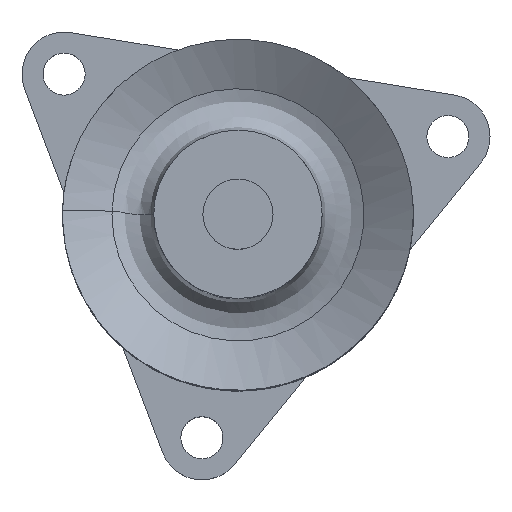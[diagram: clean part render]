
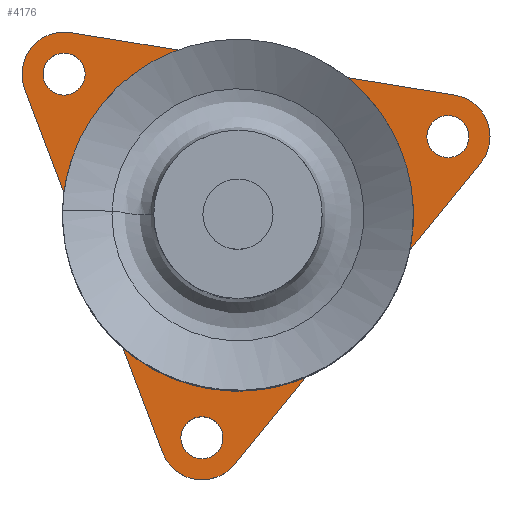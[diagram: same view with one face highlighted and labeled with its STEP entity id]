
A CAD part, top view. The second image highlights one B-rep face of the part: STEP entity #4176.
In plain terms, the highlighted planar face has unit normal (0, 0, 1).
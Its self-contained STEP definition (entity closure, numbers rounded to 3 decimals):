
#71 = DIRECTION ( 'NONE',  ( -1., 0., 0. ) ) ;
#82 = CARTESIAN_POINT ( 'NONE',  ( -2.569, -15.792, -9. ) ) ;
#91 = ORIENTED_EDGE ( 'NONE', *, *, #227, .T. ) ;
#221 = CARTESIAN_POINT ( 'NONE',  ( -0.245, -17.69, -9. ) ) ;
#227 = EDGE_CURVE ( 'NONE', #2276, #438, #6427, .T. ) ;
#264 = CARTESIAN_POINT ( 'NONE',  ( 0., 0., -9. ) ) ;
#266 = VERTEX_POINT ( 'NONE', #2917 ) ;
#274 = EDGE_CURVE ( 'NONE', #4365, #266, #6313, .T. ) ;
#352 = ORIENTED_EDGE ( 'NONE', *, *, #4421, .F. ) ;
#406 = CARTESIAN_POINT ( 'NONE',  ( 14.961, 5.672, -9. ) ) ;
#438 = VERTEX_POINT ( 'NONE', #5596 ) ;
#445 = EDGE_LOOP ( 'NONE', ( #2357, #1535 ) ) ;
#516 = CIRCLE ( 'NONE', #6507, 1.5 ) ;
#525 = DIRECTION ( 'NONE',  ( -1., 0., 0. ) ) ;
#541 = DIRECTION ( 'NONE',  ( -0.354, 0.935, 0. ) ) ;
#643 = DIRECTION ( 'NONE',  ( 1., 0., 0. ) ) ;
#688 = EDGE_CURVE ( 'NONE', #2847, #4536, #696, .T. ) ;
#696 = LINE ( 'NONE', #1929, #6940 ) ;
#787 = ORIENTED_EDGE ( 'NONE', *, *, #6536, .F. ) ;
#838 = DIRECTION ( 'NONE',  ( 0., 0., -1. ) ) ;
#882 = EDGE_LOOP ( 'NONE', ( #787, #2693, #3986, #3546, #6243, #352, #5045 ) ) ;
#914 = CARTESIAN_POINT ( 'NONE',  ( -1.069, -15.792, -9. ) ) ;
#1050 = ORIENTED_EDGE ( 'NONE', *, *, #6713, .T. ) ;
#1132 = FACE_BOUND ( 'NONE', #8245, .T. ) ;
#1202 = CIRCLE ( 'NONE', #1967, 3. ) ;
#1391 = CARTESIAN_POINT ( 'NONE',  ( -5.374, -16.856, -9. ) ) ;
#1395 = EDGE_CURVE ( 'NONE', #4536, #3771, #1202, .T. ) ;
#1424 = CIRCLE ( 'NONE', #4683, 1.5 ) ;
#1497 = ORIENTED_EDGE ( 'NONE', *, *, #7919, .T. ) ;
#1510 = DIRECTION ( 'NONE',  ( 0., 0., -1. ) ) ;
#1535 = ORIENTED_EDGE ( 'NONE', *, *, #3701, .T. ) ;
#1543 = EDGE_CURVE ( 'NONE', #8082, #2420, #1951, .T. ) ;
#1929 = CARTESIAN_POINT ( 'NONE',  ( 17.285, 3.774, -9. ) ) ;
#1951 = CIRCLE ( 'NONE', #8108, 1.5 ) ;
#1961 = DIRECTION ( 'NONE',  ( 0., 0., -1. ) ) ;
#1967 = AXIS2_PLACEMENT_3D ( 'NONE', #3950, #1961, #4653 ) ;
#2000 = VERTEX_POINT ( 'NONE', #8451 ) ;
#2027 = AXIS2_PLACEMENT_3D ( 'NONE', #264, #4932, #5618 ) ;
#2065 = CARTESIAN_POINT ( 'NONE',  ( 17.961, 5.672, -9. ) ) ;
#2094 = DIRECTION ( 'NONE',  ( 0., 0., -1. ) ) ;
#2266 = DIRECTION ( 'NONE',  ( 0.987, -0.161, 0. ) ) ;
#2271 = CARTESIAN_POINT ( 'NONE',  ( -12.392, 10.121, -9. ) ) ;
#2276 = VERTEX_POINT ( 'NONE', #2447 ) ;
#2352 = AXIS2_PLACEMENT_3D ( 'NONE', #2796, #1510, #2848 ) ;
#2357 = ORIENTED_EDGE ( 'NONE', *, *, #8272, .T. ) ;
#2411 = CARTESIAN_POINT ( 'NONE',  ( 13.461, 5.672, -9. ) ) ;
#2420 = VERTEX_POINT ( 'NONE', #7227 ) ;
#2425 = CARTESIAN_POINT ( 'NONE',  ( -13.892, 10.121, -9. ) ) ;
#2447 = CARTESIAN_POINT ( 'NONE',  ( 6., 0., -9. ) ) ;
#2693 = ORIENTED_EDGE ( 'NONE', *, *, #3430, .F. ) ;
#2796 = CARTESIAN_POINT ( 'NONE',  ( 14.961, 5.672, -9. ) ) ;
#2800 = DIRECTION ( 'NONE',  ( 0., 0., -1. ) ) ;
#2847 = VERTEX_POINT ( 'NONE', #5444 ) ;
#2848 = DIRECTION ( 'NONE',  ( -1., 0., 0. ) ) ;
#2917 = CARTESIAN_POINT ( 'NONE',  ( 15.443, 8.633, -9. ) ) ;
#2978 = DIRECTION ( 'NONE',  ( -1., 0., 0. ) ) ;
#3125 = VERTEX_POINT ( 'NONE', #2425 ) ;
#3138 = CARTESIAN_POINT ( 'NONE',  ( 14.961, 5.672, -9. ) ) ;
#3168 = DIRECTION ( 'NONE',  ( -1., 0., 0. ) ) ;
#3332 = CIRCLE ( 'NONE', #5465, 1.5 ) ;
#3366 = CIRCLE ( 'NONE', #4223, 1.5 ) ;
#3401 = CARTESIAN_POINT ( 'NONE',  ( -12.392, 10.121, -9. ) ) ;
#3430 = EDGE_CURVE ( 'NONE', #3771, #7915, #5191, .T. ) ;
#3546 = ORIENTED_EDGE ( 'NONE', *, *, #688, .F. ) ;
#3552 = CIRCLE ( 'NONE', #5005, 3. ) ;
#3701 = EDGE_CURVE ( 'NONE', #3125, #2000, #3366, .T. ) ;
#3771 = VERTEX_POINT ( 'NONE', #1391 ) ;
#3821 = DIRECTION ( 'NONE',  ( 0., 0., 1. ) ) ;
#3875 = CARTESIAN_POINT ( 'NONE',  ( 14.961, 5.672, -9. ) ) ;
#3950 = CARTESIAN_POINT ( 'NONE',  ( -2.569, -15.792, -9. ) ) ;
#3986 = ORIENTED_EDGE ( 'NONE', *, *, #1395, .F. ) ;
#4053 = CARTESIAN_POINT ( 'NONE',  ( 0., 0., -9. ) ) ;
#4112 = DIRECTION ( 'NONE',  ( -1., 0., 0. ) ) ;
#4118 = EDGE_LOOP ( 'NONE', ( #91, #1050 ) ) ;
#4176 = ADVANCED_FACE ( 'NONE', ( #4284, #1132, #5742, #8244, #5117 ), #7138, .T. ) ;
#4223 = AXIS2_PLACEMENT_3D ( 'NONE', #3401, #6685, #71 ) ;
#4283 = CARTESIAN_POINT ( 'NONE',  ( -11.911, 13.082, -9. ) ) ;
#4284 = FACE_BOUND ( 'NONE', #6480, .T. ) ;
#4364 = CIRCLE ( 'NONE', #8411, 6. ) ;
#4365 = VERTEX_POINT ( 'NONE', #7502 ) ;
#4421 = EDGE_CURVE ( 'NONE', #266, #6353, #5628, .T. ) ;
#4423 = DIRECTION ( 'NONE',  ( 0., 0., -1. ) ) ;
#4482 = DIRECTION ( 'NONE',  ( 0., 0., -1. ) ) ;
#4536 = VERTEX_POINT ( 'NONE', #221 ) ;
#4653 = DIRECTION ( 'NONE',  ( -1., 0., 0. ) ) ;
#4683 = AXIS2_PLACEMENT_3D ( 'NONE', #2271, #6990, #7517 ) ;
#4753 = CARTESIAN_POINT ( 'NONE',  ( -12.392, 10.121, -9. ) ) ;
#4794 = CIRCLE ( 'NONE', #4850, 3. ) ;
#4850 = AXIS2_PLACEMENT_3D ( 'NONE', #3138, #6517, #3168 ) ;
#4932 = DIRECTION ( 'NONE',  ( 0., 0., -1. ) ) ;
#5005 = AXIS2_PLACEMENT_3D ( 'NONE', #4753, #838, #5399 ) ;
#5045 = ORIENTED_EDGE ( 'NONE', *, *, #274, .F. ) ;
#5117 = FACE_BOUND ( 'NONE', #4118, .T. ) ;
#5191 = LINE ( 'NONE', #6500, #8512 ) ;
#5384 = VERTEX_POINT ( 'NONE', #8186 ) ;
#5399 = DIRECTION ( 'NONE',  ( 1., 0., 0. ) ) ;
#5444 = CARTESIAN_POINT ( 'NONE',  ( 17.285, 3.774, -9. ) ) ;
#5465 = AXIS2_PLACEMENT_3D ( 'NONE', #82, #2094, #4112 ) ;
#5596 = CARTESIAN_POINT ( 'NONE',  ( -6., 0., -9. ) ) ;
#5618 = DIRECTION ( 'NONE',  ( -1., 0., 0. ) ) ;
#5619 = ORIENTED_EDGE ( 'NONE', *, *, #6591, .T. ) ;
#5626 = DIRECTION ( 'NONE',  ( 0., 0., -1. ) ) ;
#5628 = CIRCLE ( 'NONE', #2352, 3. ) ;
#5742 = FACE_OUTER_BOUND ( 'NONE', #882, .T. ) ;
#5998 = ORIENTED_EDGE ( 'NONE', *, *, #1543, .T. ) ;
#6243 = ORIENTED_EDGE ( 'NONE', *, *, #8035, .F. ) ;
#6313 = LINE ( 'NONE', #4283, #7559 ) ;
#6353 = VERTEX_POINT ( 'NONE', #2065 ) ;
#6427 = CIRCLE ( 'NONE', #2027, 6. ) ;
#6428 = CARTESIAN_POINT ( 'NONE',  ( -2.569, -15.792, -9. ) ) ;
#6480 = EDGE_LOOP ( 'NONE', ( #1497, #5619 ) ) ;
#6500 = CARTESIAN_POINT ( 'NONE',  ( -5.374, -16.856, -9. ) ) ;
#6507 = AXIS2_PLACEMENT_3D ( 'NONE', #6428, #4482, #525 ) ;
#6517 = DIRECTION ( 'NONE',  ( 0., 0., -1. ) ) ;
#6536 = EDGE_CURVE ( 'NONE', #7915, #4365, #3552, .T. ) ;
#6547 = AXIS2_PLACEMENT_3D ( 'NONE', #7795, #3821, #643 ) ;
#6555 = CIRCLE ( 'NONE', #7675, 1.5 ) ;
#6591 = EDGE_CURVE ( 'NONE', #5384, #6993, #3332, .T. ) ;
#6685 = DIRECTION ( 'NONE',  ( 0., 0., -1. ) ) ;
#6713 = EDGE_CURVE ( 'NONE', #438, #2276, #4364, .T. ) ;
#6778 = ORIENTED_EDGE ( 'NONE', *, *, #7801, .T. ) ;
#6940 = VECTOR ( 'NONE', #7242, 1000. ) ;
#6990 = DIRECTION ( 'NONE',  ( 0., 0., -1. ) ) ;
#6993 = VERTEX_POINT ( 'NONE', #914 ) ;
#7072 = DIRECTION ( 'NONE',  ( -1., 0., 0. ) ) ;
#7138 = PLANE ( 'NONE',  #6547 ) ;
#7227 = CARTESIAN_POINT ( 'NONE',  ( 16.461, 5.672, -9. ) ) ;
#7242 = DIRECTION ( 'NONE',  ( -0.633, -0.775, 0. ) ) ;
#7478 = DIRECTION ( 'NONE',  ( -1., 0., 0. ) ) ;
#7502 = CARTESIAN_POINT ( 'NONE',  ( -11.911, 13.082, -9. ) ) ;
#7517 = DIRECTION ( 'NONE',  ( -1., 0., 0. ) ) ;
#7559 = VECTOR ( 'NONE', #2266, 1000. ) ;
#7675 = AXIS2_PLACEMENT_3D ( 'NONE', #3875, #4423, #7072 ) ;
#7795 = CARTESIAN_POINT ( 'NONE',  ( -12.392, 10.121, -9. ) ) ;
#7801 = EDGE_CURVE ( 'NONE', #2420, #8082, #6555, .T. ) ;
#7915 = VERTEX_POINT ( 'NONE', #8414 ) ;
#7919 = EDGE_CURVE ( 'NONE', #6993, #5384, #516, .T. ) ;
#8035 = EDGE_CURVE ( 'NONE', #6353, #2847, #4794, .T. ) ;
#8082 = VERTEX_POINT ( 'NONE', #2411 ) ;
#8108 = AXIS2_PLACEMENT_3D ( 'NONE', #406, #5626, #2978 ) ;
#8186 = CARTESIAN_POINT ( 'NONE',  ( -4.069, -15.792, -9. ) ) ;
#8244 = FACE_BOUND ( 'NONE', #445, .T. ) ;
#8245 = EDGE_LOOP ( 'NONE', ( #6778, #5998 ) ) ;
#8272 = EDGE_CURVE ( 'NONE', #2000, #3125, #1424, .T. ) ;
#8411 = AXIS2_PLACEMENT_3D ( 'NONE', #4053, #2800, #7478 ) ;
#8414 = CARTESIAN_POINT ( 'NONE',  ( -15.198, 9.057, -9. ) ) ;
#8451 = CARTESIAN_POINT ( 'NONE',  ( -10.892, 10.121, -9. ) ) ;
#8512 = VECTOR ( 'NONE', #541, 1000. ) ;
